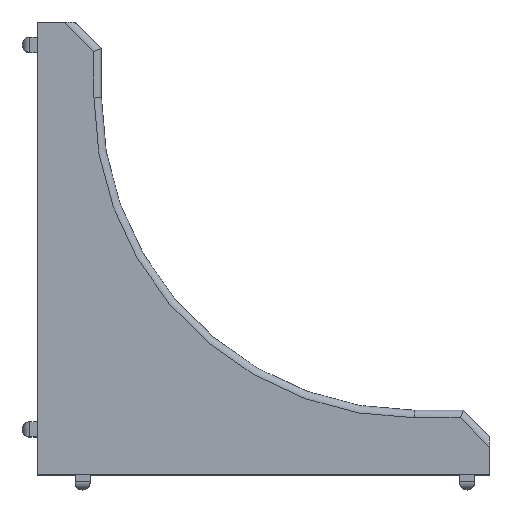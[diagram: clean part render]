
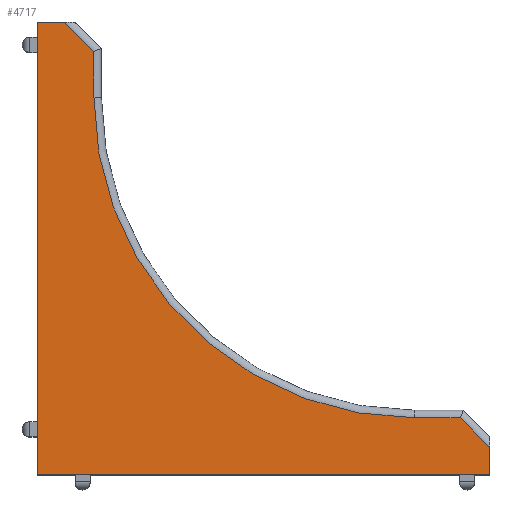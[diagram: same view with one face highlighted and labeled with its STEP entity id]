
A CAD part, top view. The second image highlights one B-rep face of the part: STEP entity #4717.
In plain terms, the highlighted planar face has unit normal (0, 0, 1).
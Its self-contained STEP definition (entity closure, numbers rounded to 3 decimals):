
#4517=CARTESIAN_POINT('',(60.0,3.586,0.0));
#4518=VERTEX_POINT('',#4517);
#4527=CARTESIAN_POINT('',(56.086,7.5,0.0));
#4528=VERTEX_POINT('',#4527);
#4536=CARTESIAN_POINT('',(56.086,7.5,0.0));
#4537=DIRECTION('',(0.707,-0.707,0.0));
#4538=VECTOR('',#4537,5.536);
#4539=LINE('',#4536,#4538);
#4540=EDGE_CURVE('',#4528,#4518,#4539,.T.);
#4550=CARTESIAN_POINT('',(50.,7.5,0.0));
#4551=VERTEX_POINT('',#4550);
#4559=CARTESIAN_POINT('',(50.,7.5,0.0));
#4560=DIRECTION('',(1.0,0.0,0.0));
#4561=VECTOR('',#4560,6.086);
#4562=LINE('',#4559,#4561);
#4563=EDGE_CURVE('',#4551,#4528,#4562,.T.);
#4575=CARTESIAN_POINT('',(7.5,50.,0.0));
#4576=VERTEX_POINT('',#4575);
#4584=CARTESIAN_POINT('',(50.,50.,0.0));
#4585=DIRECTION('',(0.0,0.0,1.0));
#4586=DIRECTION('',(-0.707,-0.707,0.0));
#4587=AXIS2_PLACEMENT_3D('',#4584,#4585,#4586);
#4588=CIRCLE('',#4587,42.5);
#4589=EDGE_CURVE('',#4576,#4551,#4588,.T.);
#4601=CARTESIAN_POINT('',(7.5,56.086,0.0));
#4602=VERTEX_POINT('',#4601);
#4603=CARTESIAN_POINT('',(7.5,56.086,0.0));
#4604=DIRECTION('',(0.0,-1.0,0.0));
#4605=VECTOR('',#4604,6.086);
#4606=LINE('',#4603,#4605);
#4607=EDGE_CURVE('',#4602,#4576,#4606,.T.);
#4628=CARTESIAN_POINT('',(3.586,60.,0.0));
#4629=VERTEX_POINT('',#4628);
#4637=CARTESIAN_POINT('',(3.586,60.,0.0));
#4638=DIRECTION('',(0.707,-0.707,0.0));
#4639=VECTOR('',#4638,5.536);
#4640=LINE('',#4637,#4639);
#4641=EDGE_CURVE('',#4629,#4602,#4640,.T.);
#4655=CARTESIAN_POINT('',(60.0,0.0,0.0));
#4656=VERTEX_POINT('',#4655);
#4657=CARTESIAN_POINT('',(60.0,0.0,0.0));
#4658=DIRECTION('',(0.0,1.0,0.0));
#4659=VECTOR('',#4658,3.586);
#4660=LINE('',#4657,#4659);
#4661=EDGE_CURVE('',#4656,#4518,#4660,.T.);
#4682=CARTESIAN_POINT('',(17.396,17.396,0.0));
#4683=DIRECTION('',(0.0,0.0,1.0));
#4684=DIRECTION('',(1.0,0.0,0.0));
#4685=AXIS2_PLACEMENT_3D('',#4682,#4683,#4684);
#4686=PLANE('',#4685);
#4687=ORIENTED_EDGE('',*,*,#4540,.F.);
#4688=ORIENTED_EDGE('',*,*,#4563,.F.);
#4689=ORIENTED_EDGE('',*,*,#4589,.F.);
#4690=ORIENTED_EDGE('',*,*,#4607,.F.);
#4691=ORIENTED_EDGE('',*,*,#4641,.F.);
#4692=CARTESIAN_POINT('',(0.,60.,0.0));
#4693=VERTEX_POINT('',#4692);
#4694=CARTESIAN_POINT('',(3.586,60.,0.0));
#4695=DIRECTION('',(-1.0,0.0,0.0));
#4696=VECTOR('',#4695,3.586);
#4697=LINE('',#4694,#4696);
#4698=EDGE_CURVE('',#4629,#4693,#4697,.T.);
#4699=ORIENTED_EDGE('',*,*,#4698,.T.);
#4700=CARTESIAN_POINT('',(0.0,0.0,0.0));
#4701=VERTEX_POINT('',#4700);
#4702=CARTESIAN_POINT('',(0.,60.,0.0));
#4703=DIRECTION('',(0.0,-1.0,0.0));
#4704=VECTOR('',#4703,60.);
#4705=LINE('',#4702,#4704);
#4706=EDGE_CURVE('',#4693,#4701,#4705,.T.);
#4707=ORIENTED_EDGE('',*,*,#4706,.T.);
#4708=CARTESIAN_POINT('',(0.0,0.0,0.0));
#4709=DIRECTION('',(1.0,0.0,0.0));
#4710=VECTOR('',#4709,60.0);
#4711=LINE('',#4708,#4710);
#4712=EDGE_CURVE('',#4701,#4656,#4711,.T.);
#4713=ORIENTED_EDGE('',*,*,#4712,.T.);
#4714=ORIENTED_EDGE('',*,*,#4661,.T.);
#4715=EDGE_LOOP('',(#4687,#4688,#4689,#4690,#4691,#4699,#4707,#4713,#4714));
#4716=FACE_OUTER_BOUND('',#4715,.T.);
#4717=ADVANCED_FACE('',(#4716),#4686,.T.);
